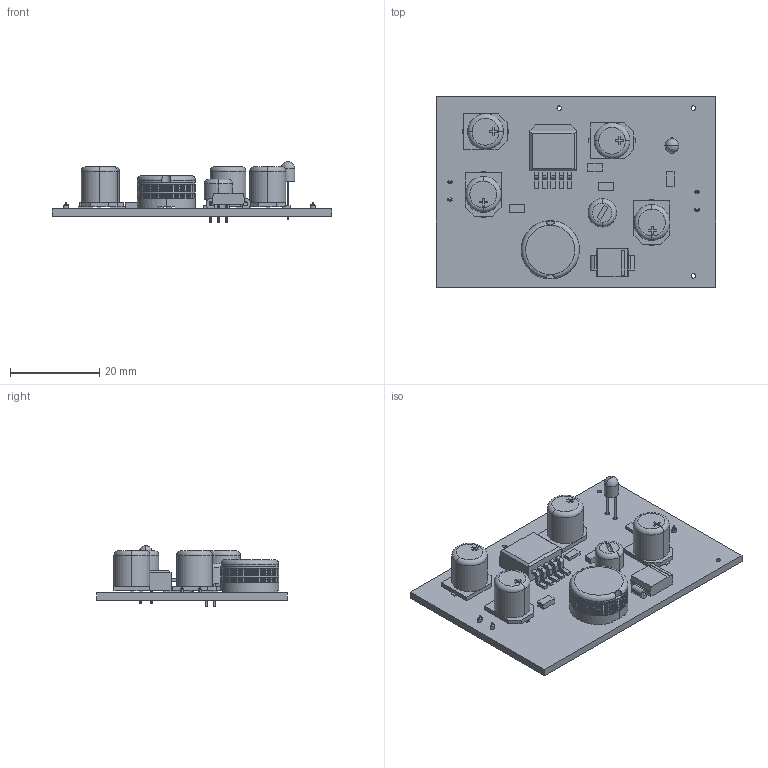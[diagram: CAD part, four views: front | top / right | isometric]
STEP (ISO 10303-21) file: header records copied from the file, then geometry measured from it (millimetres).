
FILE_DESCRIPTION(('Open CASCADE Model'),'2;1');
FILE_NAME('Open CASCADE Shape Model','2016-12-13T13:57:17',('Author'),( 'Open CASCADE'),'Open CASCADE STEP processor 6.8','Open CASCADE 6.8' ,'Unknown');
FILE_SCHEMA(('AUTOMOTIVE_DESIGN { 1 0 10303 214 1 1 1 1 }'));
Length unit declared in the file: millimetre
Products named in the file (32): PCB; Board; X2; ÊÏ_áàòàðåè; X1; VD1; DO-214AB; R2; Potanceometr3329H; R1; 672485520; Extruded; L1; 僽闃鼫錪_SMD_SDR1307; Äðîññåëü SMD SDR1307­151KL; àáìîòêà; DA1; TO-263; C6; RC1H107M08010VR; C5; C4; 672485248; C3; C2; C1; R3; 672485384; VD2; GNLｭ3004GD
Assembly tree (44 placements, depth 4):
  PCB
    Board
    X2
      ÊÏ_áàòàðåè  x2
    X1
      ÊÏ_áàòàðåè  x2
    VD1
      DO-214AB
    R2
      Potanceometr3329H
    R1
      672485520
        Extruded
    L1
      僽闃鼫錪_SMD_SDR1307
        Äðîññåëü SMD SDR1307­151KL
        àáìîòêà  x7
    DA1
      TO-263
    C6
      RC1H107M08010VR
    C5
      RC1H107M08010VR
    C4
      672485248
        Extruded
    C3
      672485248
        Extruded
    C2
      RC1H107M08010VR
    C1
      RC1H107M08010VR
    R3
      672485384
        Extruded
    VD2
      GNLｭ3004GD
Bounding box: 62.5 x 42.5 x 13.5 mm (x, y, z)
Volume: 8102.9 mm3; surface area: 10513.7 mm2
Topology: 25 solids, 25 shells, 485 faces, 1174 edges, 749 vertices
Faces by surface type: plane 316, cylinder 103, torus 40, bspline 24, revolution 2
Full cylindrical faces by diameter (mm): 1 x8
Entity records: 25568 total; most frequent: CARTESIAN_POINT 11923, DIRECTION 2283, ORIENTED_EDGE 1300, PCURVE 1300, DEFINITIONAL_REPRESENTATION 1300, LINE 1287, VECTOR 1287, EDGE_CURVE 650
